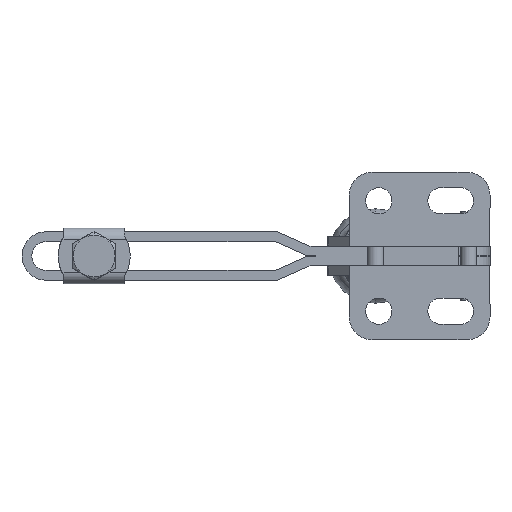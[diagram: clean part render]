
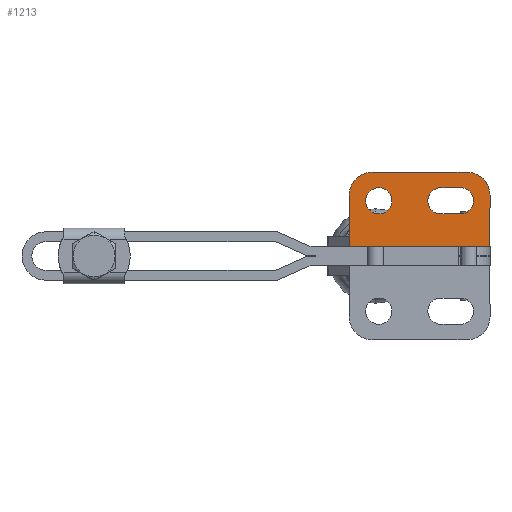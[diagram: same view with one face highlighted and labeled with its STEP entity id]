
A CAD part, front view. The second image highlights one B-rep face of the part: STEP entity #1213.
In plain terms, the highlighted planar face has unit normal (0, -1, 0).
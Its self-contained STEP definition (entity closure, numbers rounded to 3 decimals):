
#250 = ORIENTED_EDGE ( 'NONE', *, *, #6379, .F. ) ;
#286 = CIRCLE ( 'NONE', #6234, 7. ) ;
#296 = VECTOR ( 'NONE', #3327, 1000. ) ;
#347 = DIRECTION ( 'NONE',  ( 0., 1., 0. ) ) ;
#361 = CARTESIAN_POINT ( 'NONE',  ( -36., 0., 15.6 ) ) ;
#458 = CARTESIAN_POINT ( 'NONE',  ( -34., 0., 17.85 ) ) ;
#538 = VERTEX_POINT ( 'NONE', #10058 ) ;
#583 = ORIENTED_EDGE ( 'NONE', *, *, #8903, .F. ) ;
#893 = EDGE_CURVE ( 'NONE', #9337, #538, #5220, .T. ) ;
#939 = PLANE ( 'NONE',  #6071 ) ;
#1047 = CARTESIAN_POINT ( 'NONE',  ( -9., 0., 17.85 ) ) ;
#1079 = AXIS2_PLACEMENT_3D ( 'NONE', #361, #7684, #1437 ) ;
#1084 = VECTOR ( 'NONE', #4867, 1000. ) ;
#1213 = ADVANCED_FACE ( 'NONE', ( #4073, #12118, #9622 ), #939, .F. ) ;
#1245 = ORIENTED_EDGE ( 'NONE', *, *, #9226, .T. ) ;
#1397 = AXIS2_PLACEMENT_3D ( 'NONE', #5473, #12839, #6522 ) ;
#1437 = DIRECTION ( 'NONE',  ( 0., 0., 1. ) ) ;
#1532 = DIRECTION ( 'NONE',  ( 0., -1., 0. ) ) ;
#1557 = DIRECTION ( 'NONE',  ( 1., 0., 0. ) ) ;
#1631 = EDGE_CURVE ( 'NONE', #10653, #5417, #286, .T. ) ;
#1672 = ORIENTED_EDGE ( 'NONE', *, *, #6539, .T. ) ;
#1820 = CIRCLE ( 'NONE', #1397, 4. ) ;
#1970 = CARTESIAN_POINT ( 'NONE',  ( 0., 0., 3. ) ) ;
#2042 = DIRECTION ( 'NONE',  ( 0., 0., 1. ) ) ;
#2277 = EDGE_CURVE ( 'NONE', #10653, #4491, #7951, .T. ) ;
#2279 = CARTESIAN_POINT ( 'NONE',  ( -15., 0., 9.85 ) ) ;
#2283 = VERTEX_POINT ( 'NONE', #12452 ) ;
#2464 = CARTESIAN_POINT ( 'NONE',  ( 0., 0., 0. ) ) ;
#2553 = ORIENTED_EDGE ( 'NONE', *, *, #12905, .T. ) ;
#2588 = AXIS2_PLACEMENT_3D ( 'NONE', #4163, #11510, #5208 ) ;
#2922 = CIRCLE ( 'NONE', #5424, 4. ) ;
#3253 = CIRCLE ( 'NONE', #2588, 4. ) ;
#3327 = DIRECTION ( 'NONE',  ( 1., 0., 0. ) ) ;
#3702 = CARTESIAN_POINT ( 'NONE',  ( -34., 0., 9.85 ) ) ;
#4049 = DIRECTION ( 'NONE',  ( 0., 0., -1. ) ) ;
#4053 = ORIENTED_EDGE ( 'NONE', *, *, #6683, .T. ) ;
#4073 = FACE_BOUND ( 'NONE', #4845, .T. ) ;
#4163 = CARTESIAN_POINT ( 'NONE',  ( -34., 0., 13.85 ) ) ;
#4491 = VERTEX_POINT ( 'NONE', #2464 ) ;
#4726 = CARTESIAN_POINT ( 'NONE',  ( -7., 0., 15.6 ) ) ;
#4845 = EDGE_LOOP ( 'NONE', ( #2553, #12196 ) ) ;
#4867 = DIRECTION ( 'NONE',  ( -1., 0., 0. ) ) ;
#5066 = EDGE_LOOP ( 'NONE', ( #1672, #10124, #9561, #4053, #6269, #1245 ) ) ;
#5166 = VECTOR ( 'NONE', #4049, 1000. ) ;
#5208 = DIRECTION ( 'NONE',  ( 0., 0., 1. ) ) ;
#5220 = LINE ( 'NONE', #11454, #10478 ) ;
#5417 = VERTEX_POINT ( 'NONE', #6586 ) ;
#5424 = AXIS2_PLACEMENT_3D ( 'NONE', #7782, #1532, #8834 ) ;
#5473 = CARTESIAN_POINT ( 'NONE',  ( -9., 0., 13.85 ) ) ;
#5783 = DIRECTION ( 'NONE',  ( 0., 0., 1. ) ) ;
#5837 = LINE ( 'NONE', #7804, #8281 ) ;
#6019 = CARTESIAN_POINT ( 'NONE',  ( -9., 0., 9.85 ) ) ;
#6071 = AXIS2_PLACEMENT_3D ( 'NONE', #7253, #8287, #2042 ) ;
#6234 = AXIS2_PLACEMENT_3D ( 'NONE', #4726, #12069, #5783 ) ;
#6269 = ORIENTED_EDGE ( 'NONE', *, *, #11119, .T. ) ;
#6324 = VERTEX_POINT ( 'NONE', #458 ) ;
#6379 = EDGE_CURVE ( 'NONE', #2283, #7964, #11139, .T. ) ;
#6508 = AXIS2_PLACEMENT_3D ( 'NONE', #6615, #347, #7671 ) ;
#6522 = DIRECTION ( 'NONE',  ( 0., 0., 1. ) ) ;
#6539 = EDGE_CURVE ( 'NONE', #8455, #4491, #5837, .T. ) ;
#6586 = CARTESIAN_POINT ( 'NONE',  ( -7., 0., 22.6 ) ) ;
#6615 = CARTESIAN_POINT ( 'NONE',  ( -34., 0., 13.85 ) ) ;
#6683 = EDGE_CURVE ( 'NONE', #5417, #11870, #9083, .T. ) ;
#6998 = CARTESIAN_POINT ( 'NONE',  ( -43., 0., 3. ) ) ;
#7253 = CARTESIAN_POINT ( 'NONE',  ( -43., 0., 3. ) ) ;
#7671 = DIRECTION ( 'NONE',  ( 0., 0., 1. ) ) ;
#7684 = DIRECTION ( 'NONE',  ( 0., -1., 0. ) ) ;
#7782 = CARTESIAN_POINT ( 'NONE',  ( -15., 0., 13.85 ) ) ;
#7804 = CARTESIAN_POINT ( 'NONE',  ( -43., 0., 0. ) ) ;
#7951 = LINE ( 'NONE', #1970, #5166 ) ;
#7964 = VERTEX_POINT ( 'NONE', #6019 ) ;
#7997 = VECTOR ( 'NONE', #9080, 1000. ) ;
#8174 = CARTESIAN_POINT ( 'NONE',  ( -36., 0., 22.6 ) ) ;
#8281 = VECTOR ( 'NONE', #1557, 1000. ) ;
#8287 = DIRECTION ( 'NONE',  ( 0., 1., 0. ) ) ;
#8455 = VERTEX_POINT ( 'NONE', #10313 ) ;
#8532 = ORIENTED_EDGE ( 'NONE', *, *, #893, .F. ) ;
#8834 = DIRECTION ( 'NONE',  ( 0., 0., 1. ) ) ;
#8903 = EDGE_CURVE ( 'NONE', #7964, #9337, #1820, .T. ) ;
#9080 = DIRECTION ( 'NONE',  ( 0., 0., -1. ) ) ;
#9083 = LINE ( 'NONE', #12227, #1084 ) ;
#9226 = EDGE_CURVE ( 'NONE', #12062, #8455, #13639, .T. ) ;
#9337 = VERTEX_POINT ( 'NONE', #1047 ) ;
#9442 = CIRCLE ( 'NONE', #6508, 4. ) ;
#9544 = CIRCLE ( 'NONE', #1079, 7. ) ;
#9561 = ORIENTED_EDGE ( 'NONE', *, *, #1631, .T. ) ;
#9622 = FACE_BOUND ( 'NONE', #13266, .T. ) ;
#10058 = CARTESIAN_POINT ( 'NONE',  ( -15., 0., 17.85 ) ) ;
#10106 = EDGE_CURVE ( 'NONE', #538, #2283, #2922, .T. ) ;
#10124 = ORIENTED_EDGE ( 'NONE', *, *, #2277, .F. ) ;
#10139 = CARTESIAN_POINT ( 'NONE',  ( 0., 0., 15.6 ) ) ;
#10313 = CARTESIAN_POINT ( 'NONE',  ( -43., 0., 0. ) ) ;
#10478 = VECTOR ( 'NONE', #13595, 1000. ) ;
#10562 = CARTESIAN_POINT ( 'NONE',  ( -43., 0., 15.6 ) ) ;
#10653 = VERTEX_POINT ( 'NONE', #10139 ) ;
#11005 = ORIENTED_EDGE ( 'NONE', *, *, #10106, .F. ) ;
#11119 = EDGE_CURVE ( 'NONE', #11870, #12062, #9544, .T. ) ;
#11139 = LINE ( 'NONE', #2279, #296 ) ;
#11454 = CARTESIAN_POINT ( 'NONE',  ( -15., 0., 17.85 ) ) ;
#11510 = DIRECTION ( 'NONE',  ( 0., 1., 0. ) ) ;
#11870 = VERTEX_POINT ( 'NONE', #8174 ) ;
#12062 = VERTEX_POINT ( 'NONE', #10562 ) ;
#12069 = DIRECTION ( 'NONE',  ( 0., -1., 0. ) ) ;
#12118 = FACE_OUTER_BOUND ( 'NONE', #5066, .T. ) ;
#12196 = ORIENTED_EDGE ( 'NONE', *, *, #13120, .T. ) ;
#12227 = CARTESIAN_POINT ( 'NONE',  ( -36., 0., 22.6 ) ) ;
#12452 = CARTESIAN_POINT ( 'NONE',  ( -15., 0., 9.85 ) ) ;
#12839 = DIRECTION ( 'NONE',  ( 0., -1., 0. ) ) ;
#12905 = EDGE_CURVE ( 'NONE', #6324, #13233, #3253, .T. ) ;
#13120 = EDGE_CURVE ( 'NONE', #13233, #6324, #9442, .T. ) ;
#13233 = VERTEX_POINT ( 'NONE', #3702 ) ;
#13266 = EDGE_LOOP ( 'NONE', ( #250, #11005, #8532, #583 ) ) ;
#13595 = DIRECTION ( 'NONE',  ( -1., 0., 0. ) ) ;
#13639 = LINE ( 'NONE', #6998, #7997 ) ;
